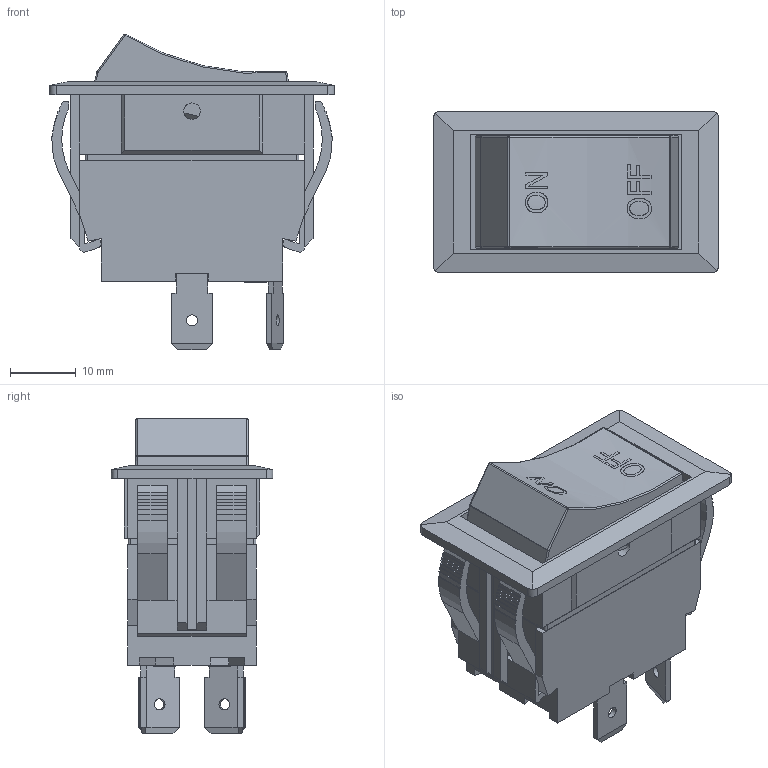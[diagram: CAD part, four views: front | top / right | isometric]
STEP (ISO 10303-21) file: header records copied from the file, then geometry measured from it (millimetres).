
FILE_DESCRIPTION((''),'2;1');
FILE_NAME('RVW42Dxxx3.stp','2013-04-18T11:53:27',('epieh'),(''),'Autodesk Inventor 2012','Autodesk Inventor 2012','');
FILE_SCHEMA(('AUTOMOTIVE_DESIGN { 1 0 10303 214 1 1 1 1 }'));
Length unit declared in the file: millimetre
Products named in the file (6): junk                               RVW12D1123; RVW BODY; RVW Base; Sealin Membrane; RVW 6.3 TAB; RVW Actuator- BLK- On-Off
Assembly tree (8 placements, depth 2):
  junk                               RVW12D1123
    RVW BODY
    RVW Base
    Sealin Membrane
    RVW 6.3 TAB  x4
    RVW Actuator- BLK- On-Off
Bounding box: 43.2 x 24.5 x 47.9 mm (x, y, z)
Volume: 10036 mm3; surface area: 14265.9 mm2
Topology: 8 solids, 8 shells, 432 faces, 1143 edges, 743 vertices
Faces by surface type: plane 322, cylinder 67, bspline 28, sphere 8, cone 5, torus 2
Full cylindrical faces by diameter (mm): 1.7 x4, 2.5 x4, 3.3 x4, 3.5 x1, 7 x1
Entity records: 12235 total; most frequent: CARTESIAN_POINT 2755, ORIENTED_EDGE 1986, DIRECTION 1809, EDGE_CURVE 993, VECTOR 781, LINE 781, VERTEX_POINT 652, AXIS2_PLACEMENT_3D 514
